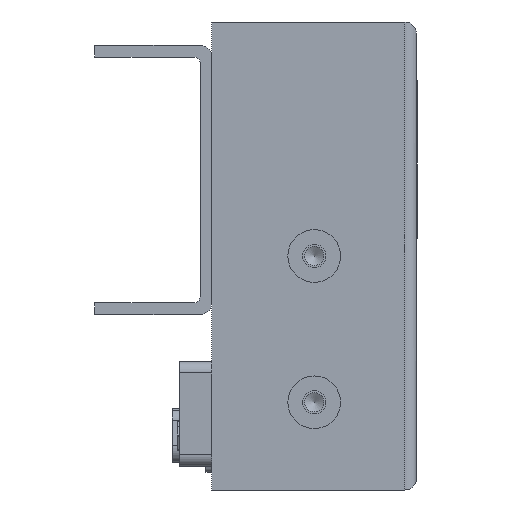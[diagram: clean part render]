
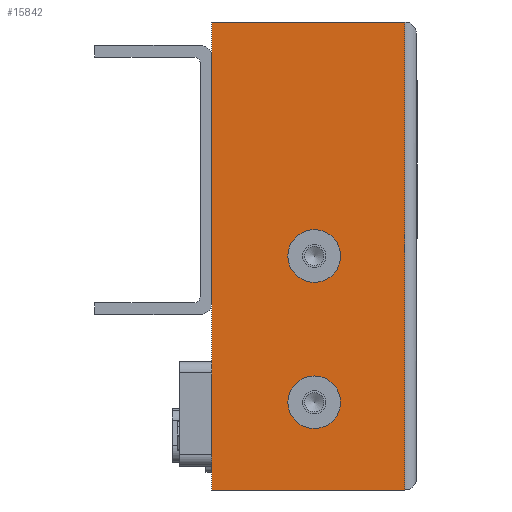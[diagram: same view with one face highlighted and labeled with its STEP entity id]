
A CAD part, left-side view. The second image highlights one B-rep face of the part: STEP entity #15842.
In plain terms, the highlighted face is planar.
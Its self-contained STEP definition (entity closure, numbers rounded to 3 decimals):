
#6756=CIRCLE('',#14963,4.5);
#6757=CIRCLE('',#14964,4.5);
#7221=ORIENTED_EDGE('',*,*,#9339,.T.);
#7222=ORIENTED_EDGE('',*,*,#9338,.F.);
#7223=ORIENTED_EDGE('',*,*,#9326,.F.);
#7224=ORIENTED_EDGE('',*,*,#9331,.T.);
#7225=ORIENTED_EDGE('',*,*,#9340,.F.);
#7226=ORIENTED_EDGE('',*,*,#9341,.F.);
#8445=VECTOR('',#11689,1.);
#8450=VECTOR('',#11696,1.);
#8455=VECTOR('',#11709,1.);
#8456=VECTOR('',#11712,1.);
#8613=LINE('',#13450,#8445);
#8618=LINE('',#13460,#8450);
#8623=LINE('',#13473,#8455);
#8624=LINE('',#13475,#8456);
#8781=VERTEX_POINT('',#13448);
#8782=VERTEX_POINT('',#13449);
#8786=VERTEX_POINT('',#13458);
#8790=VERTEX_POINT('',#13471);
#8791=VERTEX_POINT('',#13476);
#8792=VERTEX_POINT('',#13478);
#9326=EDGE_CURVE('',#8781,#8782,#8613,.T.);
#9331=EDGE_CURVE('',#8781,#8786,#8618,.T.);
#9338=EDGE_CURVE('',#8782,#8790,#8623,.T.);
#9339=EDGE_CURVE('',#8786,#8790,#8624,.T.);
#9340=EDGE_CURVE('',#8791,#8791,#6756,.T.);
#9341=EDGE_CURVE('',#8792,#8792,#6757,.T.);
#9953=EDGE_LOOP('',(#7221,#7222,#7223,#7224));
#9954=EDGE_LOOP('',(#7225));
#9955=EDGE_LOOP('',(#7226));
#10821=FACE_BOUND('',#9953,.T.);
#10822=FACE_BOUND('',#9954,.T.);
#10823=FACE_BOUND('',#9955,.T.);
#11689=DIRECTION('',(-80.,0.,0.));
#11696=DIRECTION('',(0.,0.,-33.));
#11709=DIRECTION('',(0.,0.,-33.));
#11710=DIRECTION('',(0.,1.,0.));
#11711=DIRECTION('',(1.,0.,0.));
#11712=DIRECTION('',(-80.,0.,0.));
#11713=DIRECTION('',(0.,1.,0.));
#11714=DIRECTION('',(0.,0.,4.5));
#11715=DIRECTION('',(0.,1.,0.));
#11716=DIRECTION('',(0.,0.,4.5));
#13448=CARTESIAN_POINT('',(0.,0.,0.));
#13449=CARTESIAN_POINT('',(-80.,0.,0.));
#13450=CARTESIAN_POINT('',(0.,0.,0.));
#13458=CARTESIAN_POINT('',(0.,0.,-33.));
#13460=CARTESIAN_POINT('',(0.,0.,0.));
#13471=CARTESIAN_POINT('',(-80.,0.,-33.));
#13473=CARTESIAN_POINT('',(-80.,0.,0.));
#13474=CARTESIAN_POINT('',(0.,0.,-33.));
#13475=CARTESIAN_POINT('',(0.,0.,-33.));
#13476=CARTESIAN_POINT('',(-15.,0.,-13.));
#13477=CARTESIAN_POINT('',(-15.,0.,-17.5));
#13478=CARTESIAN_POINT('',(-40.,0.,-13.));
#13479=CARTESIAN_POINT('',(-40.,0.,-17.5));
#14962=AXIS2_PLACEMENT_3D('',#13474,#11710,#11711);
#14963=AXIS2_PLACEMENT_3D('',#13477,#11713,#11714);
#14964=AXIS2_PLACEMENT_3D('',#13479,#11715,#11716);
#15756=PLANE('',#14962);
#15842=ADVANCED_FACE('',(#10821,#10822,#10823),#15756,.T.);
